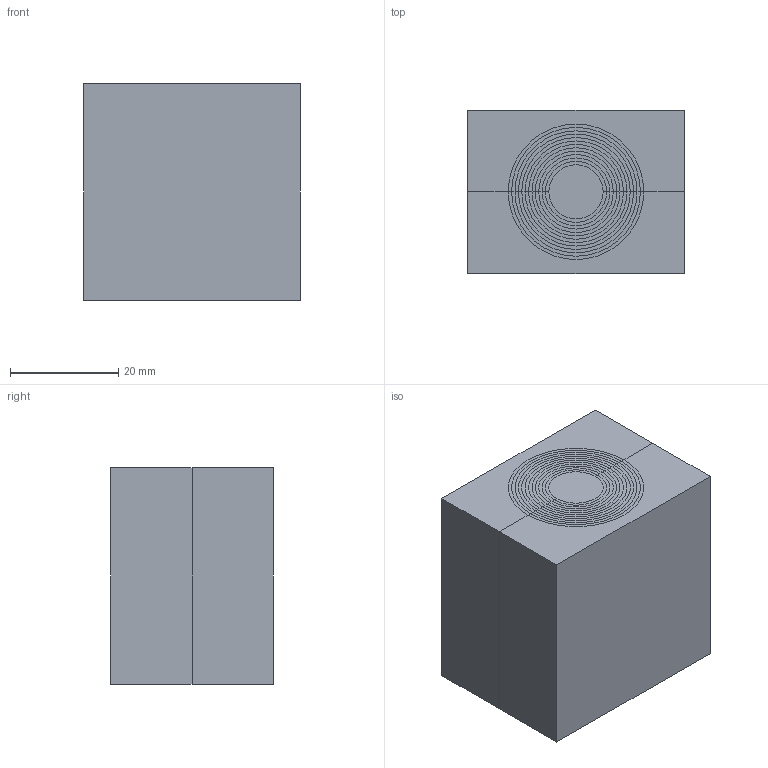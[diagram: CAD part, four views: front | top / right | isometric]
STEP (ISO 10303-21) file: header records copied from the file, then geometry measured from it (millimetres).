
FILE_DESCRIPTION(/* description */ (''),/* implementation_level */ '2;1');
FILE_NAME(/* name */ 'HD 30w40.stp',/* time_stamp */ '2024-10-10T15:34:03+02:00',/* author */ ('se-marfre'),/* organization */ (''),/* preprocessor_version */ 'ST-DEVELOPER v19.2',/* originating_system */ 'Autodesk Inventor 2023',/* authorisation */ '');
FILE_SCHEMA (('AUTOMOTIVE_DESIGN { 1 0 10303 214 3 1 1 }'));
Length unit declared in the file: millimetre
Products named in the file (1): HD 30w40
Bounding box: 40 x 30 x 40 mm (x, y, z)
Volume: 48000 mm3; surface area: 8000 mm2
Topology: 1 solids, 1 shells, 60 faces, 122 edges, 64 vertices
Faces by surface type: plane 60
Entity records: 1634 total; most frequent: DIRECTION 296, CARTESIAN_POINT 247, ORIENTED_EDGE 244, EDGE_CURVE 122, AXIS2_PLACEMENT_3D 113, LINE 70, VECTOR 70, VERTEX_POINT 64
